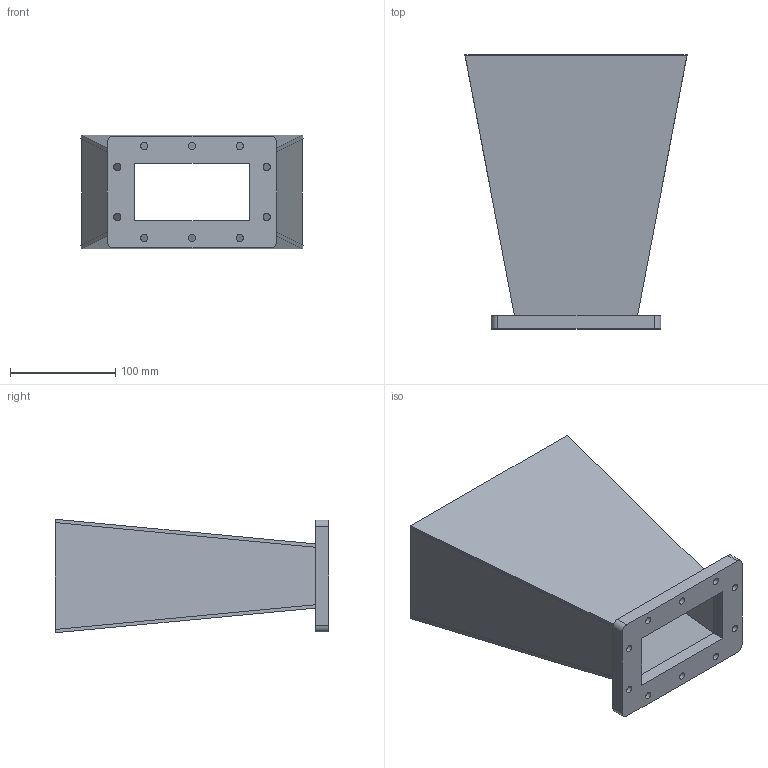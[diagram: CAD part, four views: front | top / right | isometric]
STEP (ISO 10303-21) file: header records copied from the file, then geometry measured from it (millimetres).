
FILE_DESCRIPTION (( 'STEP AP214' ), '1' );
FILE_NAME ('FM9864B-10_3D.STEP', '2021-02-10T14:06:02', ( '' ), ( '' ), 'SwSTEP 2.0', 'SolidWorks 2018', '' );
FILE_SCHEMA (( 'AUTOMOTIVE_DESIGN' ));
Length unit declared in the file: inch
Products named in the file (1): FM9864B-10_3D
Bounding box: 211.08 x 260.35 x 107.87 mm (x, y, z)
Volume: 519212.8 mm3; surface area: 277834.6 mm2
Topology: 1 solids, 1 shells, 47 faces, 121 edges, 76 vertices
Faces by surface type: plane 33, cylinder 14
Full cylindrical faces by diameter (mm): 6.756 x10
Entity records: 1448 total; most frequent: CARTESIAN_POINT 244, DIRECTION 232, ORIENTED_EDGE 222, EDGE_CURVE 111, LINE 80, VECTOR 80, EDGE_LOOP 79, AXIS2_PLACEMENT_3D 76
